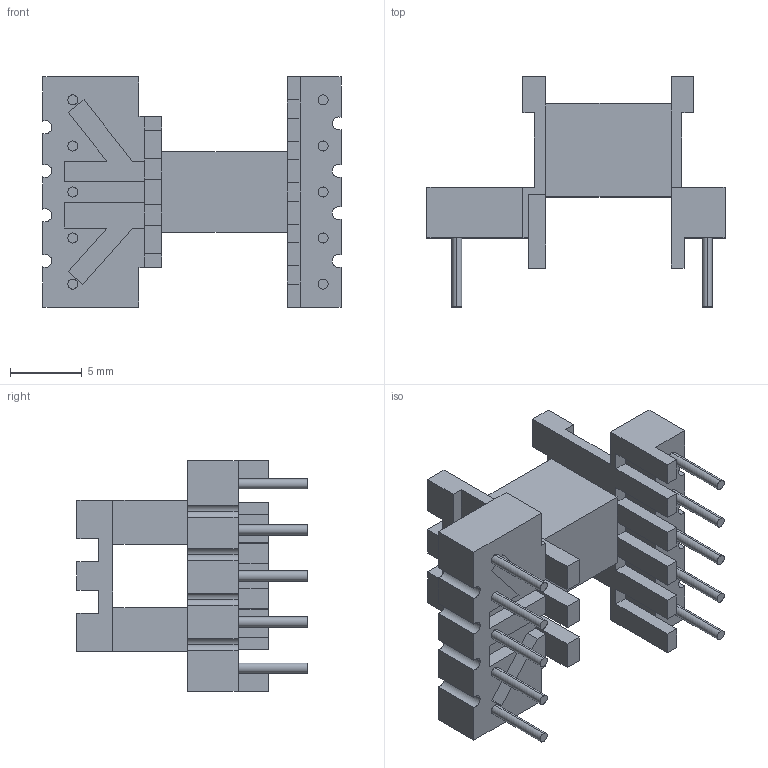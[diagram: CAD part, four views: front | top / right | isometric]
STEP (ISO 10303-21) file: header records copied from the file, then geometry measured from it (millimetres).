
FILE_DESCRIPTION (( 'STEP AP203' ), '1' );
FILE_NAME ('EE16拏宒.STEP', '2021-06-04T03:43:17', ( '' ), ( '' ), 'SwSTEP 2.0', 'SolidWorks 2021', '' );
FILE_SCHEMA (( 'CONFIG_CONTROL_DESIGN' ));
Length unit declared in the file: millimetre
Products named in the file (1): EE16拏宒
Bounding box: 20.72 x 16 x 16 mm (x, y, z)
Volume: 844 mm3; surface area: 1650 mm2
Topology: 1 solids, 1 shells, 171 faces, 457 edges, 296 vertices
Faces by surface type: plane 139, cylinder 32
Entity records: 5328 total; most frequent: CARTESIAN_POINT 925, ORIENTED_EDGE 914, DIRECTION 865, EDGE_CURVE 457, LINE 393, VECTOR 393, VERTEX_POINT 296, AXIS2_PLACEMENT_3D 236
